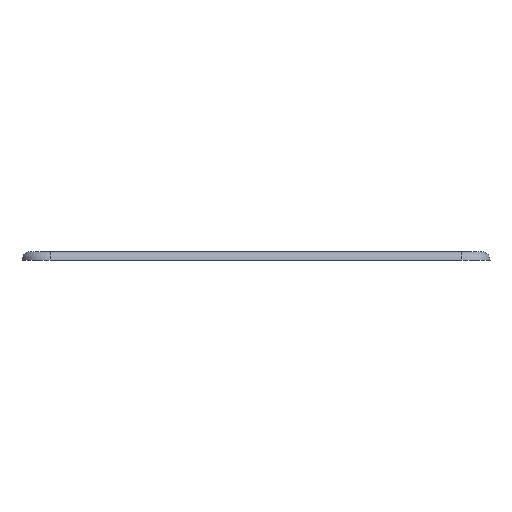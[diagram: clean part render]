
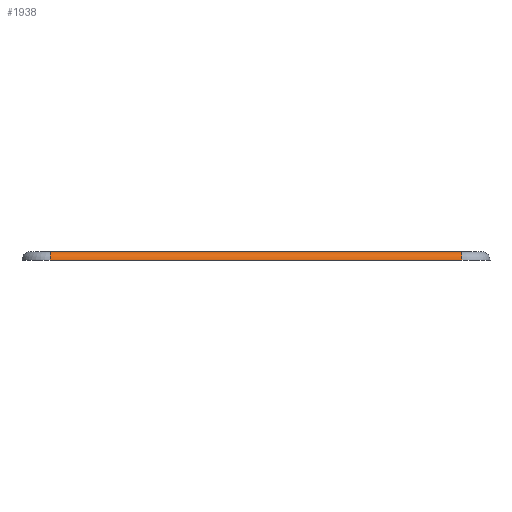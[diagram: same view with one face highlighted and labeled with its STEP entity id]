
A CAD part, left-side view. The second image highlights one B-rep face of the part: STEP entity #1938.
In plain terms, the highlighted cylindrical face has radius 1.5 mm (diameter 3 mm), a partial arc.
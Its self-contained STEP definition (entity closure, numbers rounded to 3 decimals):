
#25=CYLINDRICAL_SURFACE('',#2073,1.5);
#118=CIRCLE('',#2071,1.5);
#120=CIRCLE('',#2074,1.5);
#223=FACE_OUTER_BOUND('',#324,.T.);
#324=EDGE_LOOP('',(#1364,#1365,#1366,#1367));
#468=LINE('',#2952,#653);
#469=LINE('',#2953,#654);
#653=VECTOR('',#2356,10.);
#654=VECTOR('',#2357,10.);
#841=VERTEX_POINT('',#2943);
#842=VERTEX_POINT('',#2945);
#843=VERTEX_POINT('',#2949);
#844=VERTEX_POINT('',#2950);
#1051=EDGE_CURVE('',#841,#842,#118,.T.);
#1053=EDGE_CURVE('',#843,#844,#120,.T.);
#1054=EDGE_CURVE('',#842,#844,#468,.T.);
#1055=EDGE_CURVE('',#841,#843,#469,.T.);
#1364=ORIENTED_EDGE('',*,*,#1053,.T.);
#1365=ORIENTED_EDGE('',*,*,#1054,.F.);
#1366=ORIENTED_EDGE('',*,*,#1051,.F.);
#1367=ORIENTED_EDGE('',*,*,#1055,.T.);
#1938=ADVANCED_FACE('',(#223),#25,.T.);
#2071=AXIS2_PLACEMENT_3D('',#2946,#2348,#2349);
#2073=AXIS2_PLACEMENT_3D('',#2948,#2352,#2353);
#2074=AXIS2_PLACEMENT_3D('',#2951,#2354,#2355);
#2348=DIRECTION('center_axis',(0.,-1.,0.));
#2349=DIRECTION('ref_axis',(0.,0.,1.));
#2352=DIRECTION('center_axis',(0.,-1.,0.));
#2353=DIRECTION('ref_axis',(-0.707,0.,0.707));
#2354=DIRECTION('center_axis',(0.,-1.,0.));
#2355=DIRECTION('ref_axis',(0.,0.,1.));
#2356=DIRECTION('',(0.,1.,0.));
#2357=DIRECTION('',(0.,1.,0.));
#2943=CARTESIAN_POINT('',(-8.196,-66.044,1.5));
#2945=CARTESIAN_POINT('',(-9.696,-66.044,0.));
#2946=CARTESIAN_POINT('Origin',(-8.196,-66.044,0.));
#2948=CARTESIAN_POINT('Origin',(-8.196,-8.861,0.));
#2949=CARTESIAN_POINT('',(-8.196,6.866,1.5));
#2950=CARTESIAN_POINT('',(-9.696,6.866,0.));
#2951=CARTESIAN_POINT('Origin',(-8.196,6.866,0.));
#2952=CARTESIAN_POINT('',(-9.696,-71.044,0.));
#2953=CARTESIAN_POINT('',(-8.196,-8.861,1.5));
